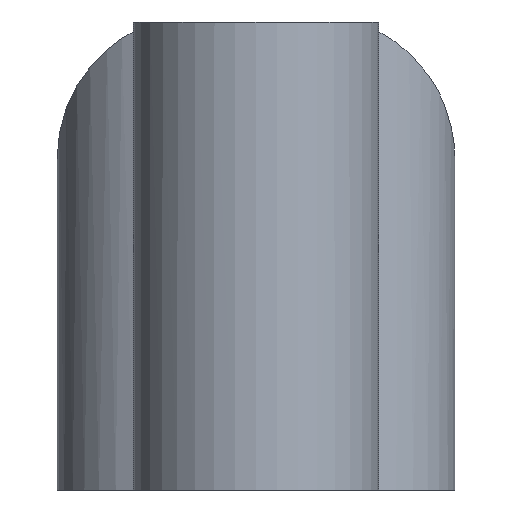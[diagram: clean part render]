
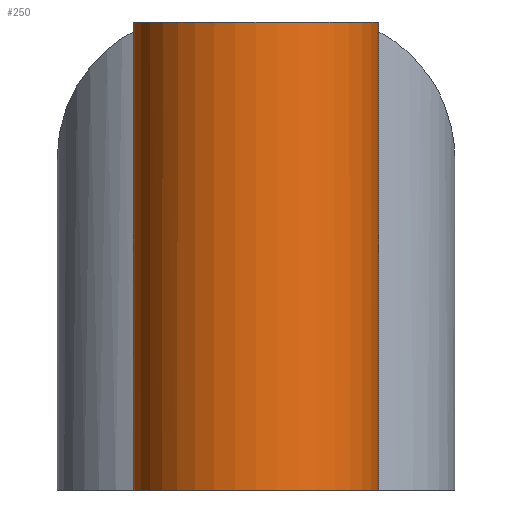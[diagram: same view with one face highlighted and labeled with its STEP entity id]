
A CAD part, left-side view. The second image highlights one B-rep face of the part: STEP entity #250.
In plain terms, the highlighted cylindrical face has radius 10.5 mm (diameter 21 mm), a partial arc.
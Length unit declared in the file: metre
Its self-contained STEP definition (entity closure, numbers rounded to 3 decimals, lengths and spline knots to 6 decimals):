
#26=LINE('',#384,#45);
#27=LINE('',#388,#46);
#45=VECTOR('',#312,1.);
#46=VECTOR('',#315,1.);
#64=ORIENTED_EDGE('',*,*,#136,.F.);
#65=ORIENTED_EDGE('',*,*,#137,.T.);
#66=ORIENTED_EDGE('',*,*,#138,.T.);
#67=ORIENTED_EDGE('',*,*,#139,.T.);
#68=ORIENTED_EDGE('',*,*,#140,.T.);
#69=ORIENTED_EDGE('',*,*,#141,.T.);
#136=EDGE_CURVE('',#172,#173,#196,.T.);
#137=EDGE_CURVE('',#172,#174,#197,.T.);
#138=EDGE_CURVE('',#174,#175,#26,.T.);
#139=EDGE_CURVE('',#175,#176,#198,.T.);
#140=EDGE_CURVE('',#176,#177,#27,.F.);
#141=EDGE_CURVE('',#177,#173,#199,.T.);
#172=VERTEX_POINT('',#380);
#173=VERTEX_POINT('',#381);
#174=VERTEX_POINT('',#383);
#175=VERTEX_POINT('',#385);
#176=VERTEX_POINT('',#387);
#177=VERTEX_POINT('',#389);
#196=CIRCLE('',#279,0.0105);
#197=CIRCLE('',#280,0.0105);
#198=CIRCLE('',#281,0.0105);
#199=CIRCLE('',#282,0.0105);
#208=EDGE_LOOP('',(#64,#65,#66,#67,#68,#69));
#226=FACE_BOUND('',#208,.T.);
#244=CYLINDRICAL_SURFACE('',#278,0.0105);
#250=ADVANCED_FACE('',(#226),#244,.T.);
#278=AXIS2_PLACEMENT_3D('',#378,#306,#307);
#279=AXIS2_PLACEMENT_3D('',#379,#308,#309);
#280=AXIS2_PLACEMENT_3D('',#382,#310,#311);
#281=AXIS2_PLACEMENT_3D('',#386,#313,#314);
#282=AXIS2_PLACEMENT_3D('',#390,#316,#317);
#306=DIRECTION('',(0.,0.,-1.));
#307=DIRECTION('',(-1.,0.,0.));
#308=DIRECTION('',(0.,0.,1.));
#309=DIRECTION('',(1.,0.,0.));
#310=DIRECTION('',(0.,0.,1.));
#311=DIRECTION('',(1.,0.,0.));
#312=DIRECTION('',(0.,0.,-1.));
#313=DIRECTION('',(0.,0.,1.));
#314=DIRECTION('',(1.,0.,0.));
#315=DIRECTION('',(0.,0.,-1.));
#316=DIRECTION('',(0.,0.,1.));
#317=DIRECTION('',(1.,0.,0.));
#378=CARTESIAN_POINT('',(0.,0.,0.04));
#379=CARTESIAN_POINT('',(0.,0.,0.04));
#380=CARTESIAN_POINT('',(0.007826,0.007,0.04));
#381=CARTESIAN_POINT('',(0.007826,-0.007,0.04));
#382=CARTESIAN_POINT('',(0.,0.,0.039999));
#383=CARTESIAN_POINT('',(0.006741,0.00805,0.039999));
#384=CARTESIAN_POINT('',(0.006741,0.00805,0.04));
#385=CARTESIAN_POINT('',(0.006741,0.00805,0.));
#386=CARTESIAN_POINT('',(0.,0.,0.));
#387=CARTESIAN_POINT('',(0.006741,-0.00805,0.));
#388=CARTESIAN_POINT('',(0.006741,-0.00805,0.04));
#389=CARTESIAN_POINT('',(0.006741,-0.00805,0.039999));
#390=CARTESIAN_POINT('',(0.,0.,0.039999));
